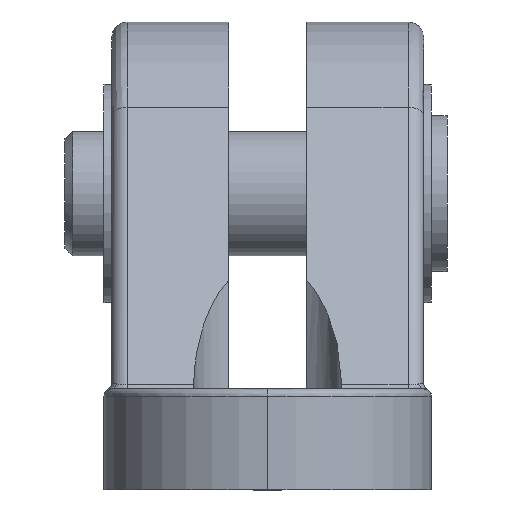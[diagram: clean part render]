
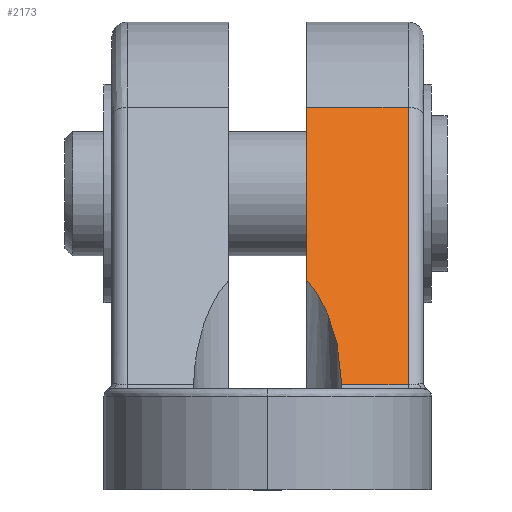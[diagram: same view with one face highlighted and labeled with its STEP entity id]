
A CAD part, left-side view. The second image highlights one B-rep face of the part: STEP entity #2173.
In plain terms, the highlighted planar face has unit normal (-0.864, 0, 0.503).
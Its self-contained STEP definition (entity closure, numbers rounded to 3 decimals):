
#7=CARTESIAN_POINT('',(-15.961,8.0,13.441));
#8=VERTEX_POINT('',#7);
#9=CARTESIAN_POINT('',(-9.508,8.,24.532));
#10=VERTEX_POINT('',#9);
#11=CARTESIAN_POINT('',(-15.961,8.,13.441));
#12=DIRECTION('',(0.503,0.,0.864));
#13=VECTOR('',#12,12.832);
#14=LINE('',#11,#13);
#15=EDGE_CURVE('',#8,#10,#14,.T.);
#656=CARTESIAN_POINT('',(-9.508,1.5,24.532));
#657=VERTEX_POINT('',#656);
#658=CARTESIAN_POINT('',(-9.508,8.,24.532));
#659=DIRECTION('',(0.0,-1.0,0.0));
#660=VECTOR('',#659,6.5);
#661=LINE('',#658,#660);
#662=EDGE_CURVE('',#10,#657,#661,.T.);
#1673=CARTESIAN_POINT('',(-19.855,1.5,6.749));
#1674=VERTEX_POINT('',#1673);
#1675=CARTESIAN_POINT('',(-19.855,1.5,6.749));
#1676=DIRECTION('',(0.503,0.,0.864));
#1677=VECTOR('',#1676,20.575);
#1678=LINE('',#1675,#1677);
#1679=EDGE_CURVE('',#1674,#657,#1678,.T.);
#1791=CARTESIAN_POINT('',(-19.855,5.752,6.749));
#1792=VERTEX_POINT('',#1791);
#1802=CARTESIAN_POINT('',(-20.0,10.5,6.5));
#1803=DIRECTION('',(-0.864,0.,0.503));
#1804=DIRECTION('',(0.503,0.,0.864));
#1805=AXIS2_PLACEMENT_3D('',#1802,#1803,#1804);
#1806=ELLIPSE('',#1805,9.445,4.75);
#1807=EDGE_CURVE('',#1792,#8,#1806,.T.);
#1976=CARTESIAN_POINT('',(-19.855,5.752,6.749));
#1977=DIRECTION('',(0.0,-1.0,0.0));
#1978=VECTOR('',#1977,4.252);
#1979=LINE('',#1976,#1978);
#1980=EDGE_CURVE('',#1792,#1674,#1979,.T.);
#2161=CARTESIAN_POINT('',(-9.508,21.0,24.532));
#2162=DIRECTION('',(-0.864,0.,0.503));
#2163=DIRECTION('',(-0.503,0.,-0.864));
#2164=AXIS2_PLACEMENT_3D('',#2161,#2162,#2163);
#2165=PLANE('',#2164);
#2166=ORIENTED_EDGE('',*,*,#15,.F.);
#2167=ORIENTED_EDGE('',*,*,#1807,.F.);
#2168=ORIENTED_EDGE('',*,*,#1980,.T.);
#2169=ORIENTED_EDGE('',*,*,#1679,.T.);
#2170=ORIENTED_EDGE('',*,*,#662,.F.);
#2171=EDGE_LOOP('',(#2166,#2167,#2168,#2169,#2170));
#2172=FACE_OUTER_BOUND('',#2171,.T.);
#2173=ADVANCED_FACE('',(#2172),#2165,.T.);
